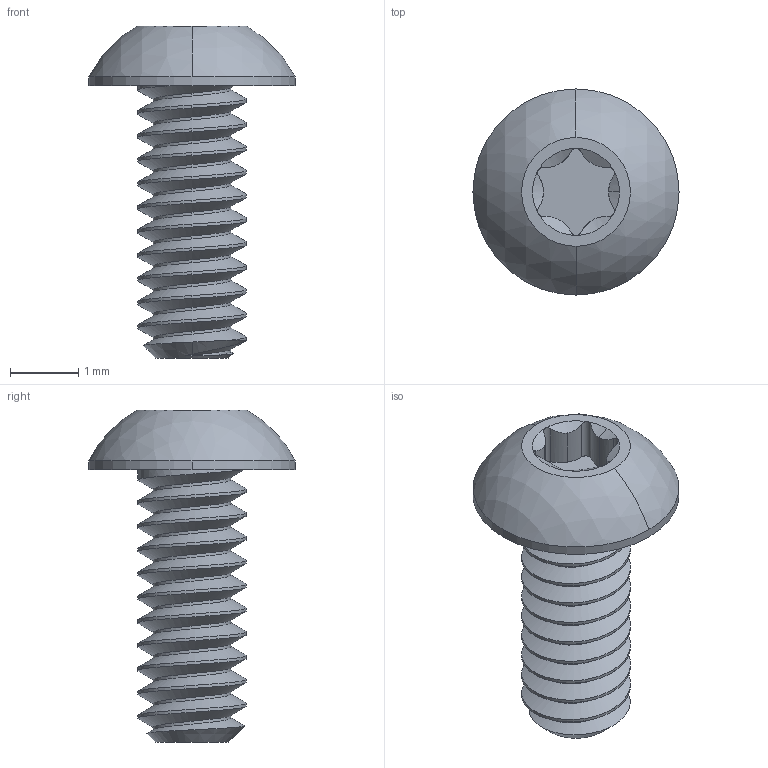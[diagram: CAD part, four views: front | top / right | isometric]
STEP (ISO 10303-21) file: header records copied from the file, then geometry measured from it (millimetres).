
FILE_DESCRIPTION (( 'STEP AP203' ), '1' );
FILE_NAME ('90910A901_Button Head Torx Screws.STEP', '2021-07-09T06:42:43', ( 'Administrator' ), ( 'Managed by Terraform' ), 'SwSTEP 2.0', 'SolidWorks 2017', '' );
FILE_SCHEMA (( 'CONFIG_CONTROL_DESIGN' ));
Length unit declared in the file: millimetre
Products named in the file (1): 90910A901_Button Head Torx Screws
Bounding box: 3.03 x 3.03 x 4.88 mm (x, y, z)
Volume: 10 mm3; surface area: 49.9 mm2
Topology: 1 solids, 1 shells, 85 faces, 234 edges, 153 vertices
Faces by surface type: cylinder 66, cone 10, plane 5, sphere 2, bspline 2
Entity records: 3818 total; most frequent: CARTESIAN_POINT 1876, ORIENTED_EDGE 468, DIRECTION 323, EDGE_CURVE 234, VERTEX_POINT 153, AXIS2_PLACEMENT_3D 126, EDGE_LOOP 87, ADVANCED_FACE 85
